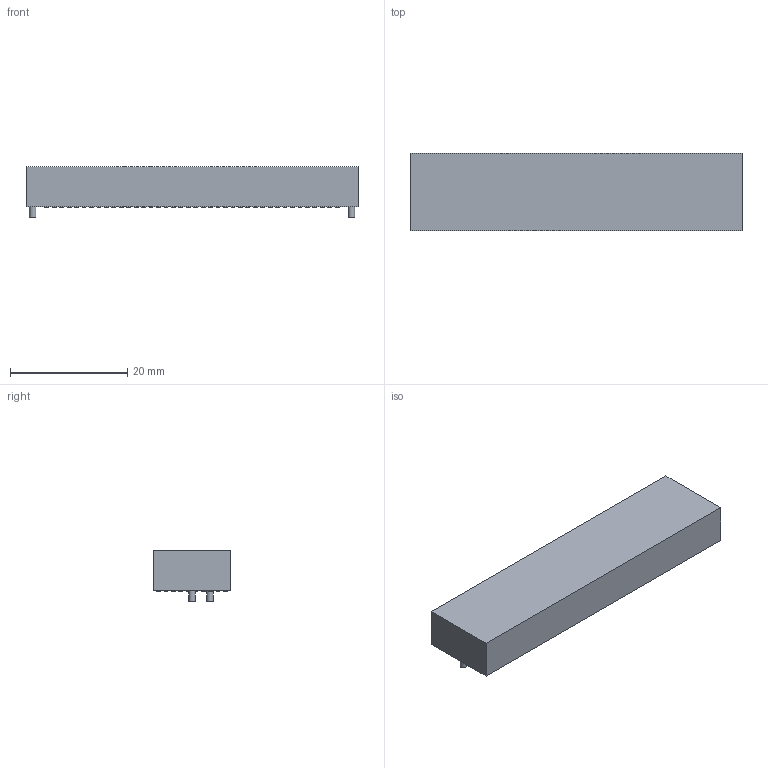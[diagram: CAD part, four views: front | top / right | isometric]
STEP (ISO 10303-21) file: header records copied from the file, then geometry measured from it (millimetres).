
FILE_DESCRIPTION(('FreeCAD Model'),'2;1');
FILE_NAME('319139.7.8.stp','2020-04-27T10:17:07',( 'Author'),(''),'Open CASCADE STEP processor 6.9','FreeCAD','Unknown' );
FILE_SCHEMA(('AUTOMOTIVE_DESIGN { 1 0 10303 214 1 1 1 1 }'));
Length unit declared in the file: millimetre
Products named in the file (4): ASSEMBLY; Body; Pins; Lugs
Assembly tree (4 placements, depth 2):
  ASSEMBLY
    Body
    Pins
    Lugs  x2
Bounding box: 56.62 x 13.23 x 8.65 mm (x, y, z)
Volume: 5150.6 mm3; surface area: 2824.3 mm2
Topology: 405 solids, 405 shells, 1218 faces, 1224 edges, 816 vertices
Faces by surface type: plane 814, cylinder 404
Full cylindrical faces by diameter (mm): 0.64 x400, 1.07 x4
Entity records: 41000 total; most frequent: DIRECTION 6892, CARTESIAN_POINT 5683, ORIENTED_EDGE 2436, PCURVE 2436, DEFINITIONAL_REPRESENTATION 2436, LINE 2046, VECTOR 2046, AXIS2_PLACEMENT_3D 2021
